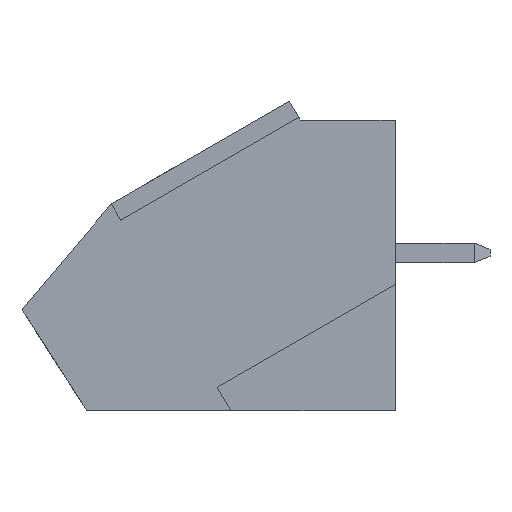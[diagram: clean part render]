
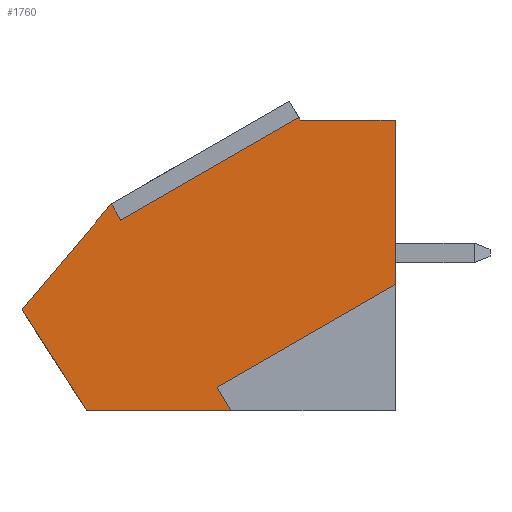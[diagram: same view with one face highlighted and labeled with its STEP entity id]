
A CAD part, left-side view. The second image highlights one B-rep face of the part: STEP entity #1760.
In plain terms, the highlighted planar face has unit normal (-1, 0, 0).
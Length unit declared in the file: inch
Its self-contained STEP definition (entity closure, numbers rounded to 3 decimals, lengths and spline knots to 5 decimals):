
#1=DIRECTION('',(0.,-0.5,-0.866));
#2=VECTOR('',#1,0.03);
#3=CARTESIAN_POINT('',(-0.4,0.44878,0.3275));
#4=LINE('',#3,#2);
#5=DIRECTION('',(0.,-0.866,0.5));
#6=VECTOR('',#5,0.325);
#7=CARTESIAN_POINT('',(-0.4,0.43378,0.30152));
#8=LINE('',#7,#6);
#9=DIRECTION('',(0.,-0.5,-0.866));
#10=VECTOR('',#9,0.00464);
#11=CARTESIAN_POINT('',(-0.4,0.15232,0.46402));
#12=LINE('',#11,#10);
#13=DIRECTION('',(0.,-1.,0.));
#14=VECTOR('',#13,0.15);
#15=CARTESIAN_POINT('',(-0.4,0.15,0.46));
#16=LINE('',#15,#14);
#17=DIRECTION('',(0.,0.,-1.));
#18=VECTOR('',#17,0.25981);
#19=CARTESIAN_POINT('',(-0.4,0.,0.46));
#20=LINE('',#19,#18);
#21=DIRECTION('',(0.,0.866,-0.5));
#22=VECTOR('',#21,0.325);
#23=CARTESIAN_POINT('',(-0.4,0.,0.20019));
#24=LINE('',#23,#22);
#25=DIRECTION('',(0.,-0.5,-0.866));
#26=VECTOR('',#25,0.04352);
#27=CARTESIAN_POINT('',(-0.4,0.28146,0.03769));
#28=LINE('',#27,#26);
#29=DIRECTION('',(0.,1.,0.));
#30=VECTOR('',#29,0.22783);
#31=CARTESIAN_POINT('',(-0.4,0.2597,0.));
#32=LINE('',#31,#30);
#33=DIRECTION('',(0.,0.539,0.842));
#34=VECTOR('',#33,0.19);
#35=CARTESIAN_POINT('',(-0.4,0.48753,0.));
#36=LINE('',#35,#34);
#37=DIRECTION('',(0.,-0.645,0.765));
#38=VECTOR('',#37,0.21909);
#39=CARTESIAN_POINT('',(-0.4,0.59,0.16));
#40=LINE('',#39,#38);
#1325=CARTESIAN_POINT('',(-0.4,0.48753,0.));
#1326=CARTESIAN_POINT('',(-0.4,0.59,0.16));
#1327=VERTEX_POINT('',#1325);
#1328=VERTEX_POINT('',#1326);
#1329=CARTESIAN_POINT('',(-0.4,0.15,0.46));
#1330=CARTESIAN_POINT('',(-0.4,0.,0.46));
#1331=VERTEX_POINT('',#1329);
#1332=VERTEX_POINT('',#1330);
#1369=CARTESIAN_POINT('',(-0.4,0.44878,0.3275));
#1370=CARTESIAN_POINT('',(-0.4,0.43378,0.30152));
#1371=VERTEX_POINT('',#1369);
#1372=VERTEX_POINT('',#1370);
#1373=CARTESIAN_POINT('',(-0.4,0.15232,0.46402));
#1374=VERTEX_POINT('',#1373);
#1375=CARTESIAN_POINT('',(-0.4,0.28146,0.03769));
#1376=CARTESIAN_POINT('',(-0.4,0.2597,0.));
#1377=VERTEX_POINT('',#1375);
#1378=VERTEX_POINT('',#1376);
#1379=CARTESIAN_POINT('',(-0.4,0.,0.20019));
#1380=VERTEX_POINT('',#1379);
#1733=CARTESIAN_POINT('',(-0.4,0.,0.));
#1734=DIRECTION('',(1.,0.,0.));
#1735=DIRECTION('',(0.,0.,-1.));
#1736=AXIS2_PLACEMENT_3D('',#1733,#1734,#1735);
#1737=PLANE('',#1736);
#1739=ORIENTED_EDGE('',*,*,#1738,.T.);
#1741=ORIENTED_EDGE('',*,*,#1740,.T.);
#1743=ORIENTED_EDGE('',*,*,#1742,.T.);
#1745=ORIENTED_EDGE('',*,*,#1744,.T.);
#1747=ORIENTED_EDGE('',*,*,#1746,.T.);
#1749=ORIENTED_EDGE('',*,*,#1748,.T.);
#1751=ORIENTED_EDGE('',*,*,#1750,.T.);
#1753=ORIENTED_EDGE('',*,*,#1752,.T.);
#1755=ORIENTED_EDGE('',*,*,#1754,.T.);
#1757=ORIENTED_EDGE('',*,*,#1756,.T.);
#1758=EDGE_LOOP('',(#1739,#1741,#1743,#1745,#1747,#1749,#1751,#1753,#1755,
#1757));
#1759=FACE_OUTER_BOUND('',#1758,.F.);
#1760=ADVANCED_FACE('',(#1759),#1737,.F.);
#1738=EDGE_CURVE('',#1371,#1372,#4,.T.);
#1740=EDGE_CURVE('',#1372,#1374,#8,.T.);
#1742=EDGE_CURVE('',#1374,#1331,#12,.T.);
#1744=EDGE_CURVE('',#1331,#1332,#16,.T.);
#1746=EDGE_CURVE('',#1332,#1380,#20,.T.);
#1748=EDGE_CURVE('',#1380,#1377,#24,.T.);
#1750=EDGE_CURVE('',#1377,#1378,#28,.T.);
#1752=EDGE_CURVE('',#1378,#1327,#32,.T.);
#1754=EDGE_CURVE('',#1327,#1328,#36,.T.);
#1756=EDGE_CURVE('',#1328,#1371,#40,.T.);
